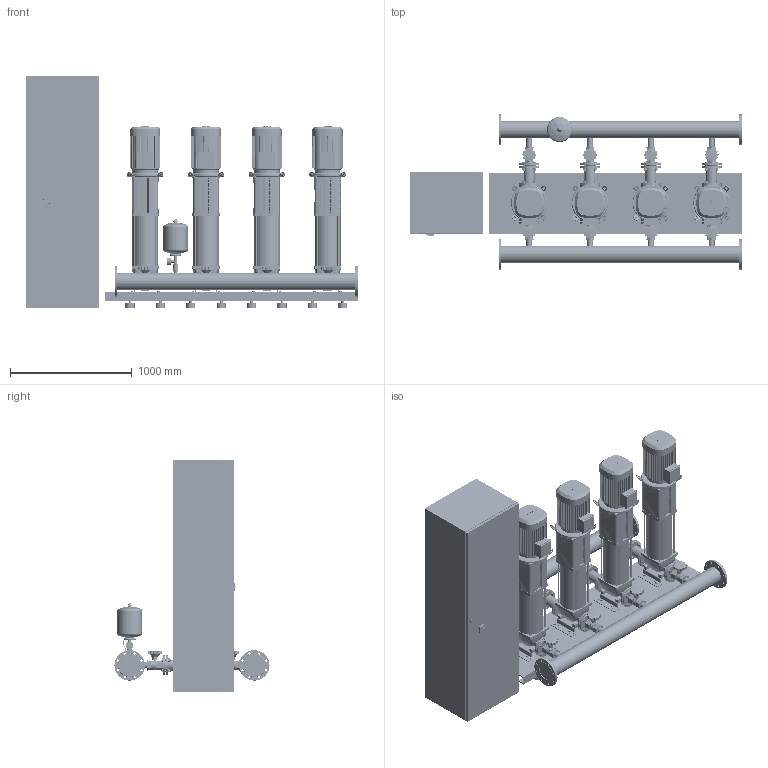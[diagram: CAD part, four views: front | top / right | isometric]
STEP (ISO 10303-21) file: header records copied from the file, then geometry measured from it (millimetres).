
FILE_DESCRIPTION((''),'2;1');
FILE_NAME('3d_CO-4HELIXV2208_K_CC-01-2530532.stp','2016-01-25T09:14:50',(''),(''),'Mechanical Desktop 2009','Mechanical Desktop 2009',', , ');
FILE_SCHEMA(('CONFIG_CONTROL_DESIGN'));
Length unit declared in the file: millimetre
Products named in the file (1): Product
Bounding box: 2730 x 1275 x 1900 mm (x, y, z)
Volume: 879702403.7 mm3; surface area: 23767699.3 mm2
Topology: 215 solids, 215 shells, 7869 faces, 20057 edges, 13058 vertices
Faces by surface type: plane 3161, cylinder 2114, bspline 1944, cone 384, torus 256, sphere 10
Entity records: 264226 total; most frequent: CARTESIAN_POINT 73788, ORIENTED_EDGE 40110, DIRECTION 37653, EDGE_CURVE 20055, VERTEX_POINT 13056, AXIS2_PLACEMENT_3D 12672, VECTOR 12309, LINE 12309
